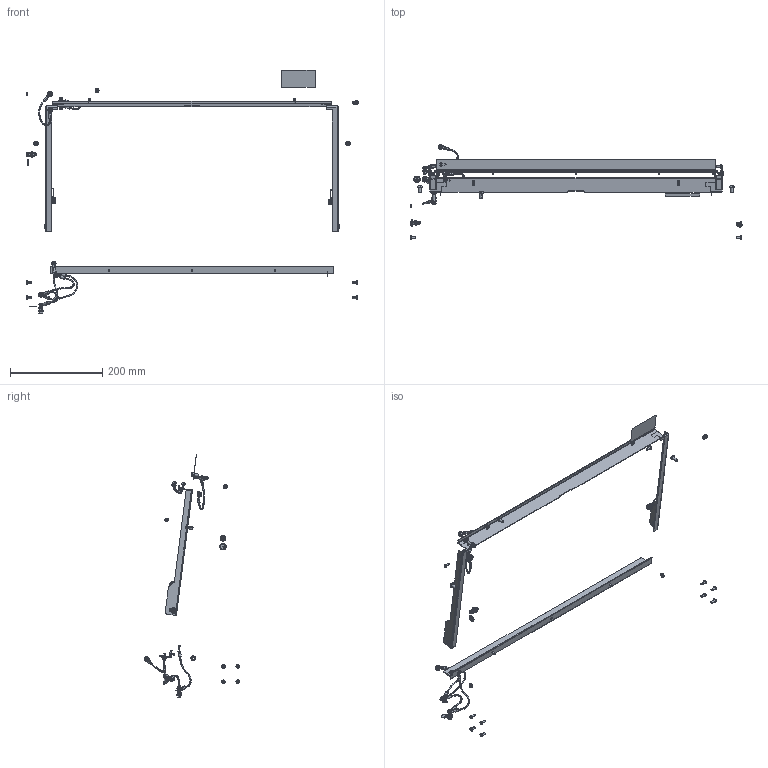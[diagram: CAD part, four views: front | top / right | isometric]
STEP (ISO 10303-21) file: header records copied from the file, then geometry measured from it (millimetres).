
FILE_DESCRIPTION (( 'STEP AP214' ), '1' );
FILE_NAME ('INGUN_112474.STEP', '2021-12-11T10:00:49', ( '' ), ( '' ), 'SwSTEP 2.0', 'SolidWorks 2018', '' );
FILE_SCHEMA (( 'AUTOMOTIVE_DESIGN' ));
Length unit declared in the file: millimetre
Products named in the file (46): DIN934~n_M04,0; 110222~0_detailliert <S>; 112341~1_Einbau <S>; 112007~0_detailliert <S>; 112249~1_Einbau_03 <S>; DIN125~n_05,3 M05,0 Fase; 112128~0_39857_Einbau_01 <S>; 39859~2_Einbau_03 <S>; 9286~0; 112142~3_SLV - MA 2114 <S>; ASR~-a-s-r_拱08,2x02x拌12; 112128~0_39857_Einbau_02 <S>; DIN125~n_04,3 M04,0; 37135~0; INGUN_112474; DIN985-A2~n_M05,0; 112249~1_Einbau_01 <S>; DIN985-A2~n_M04,0; DIN913~n_M03,0x12; 112128~0_Einbau_01 <S>; ISO7380~n_M04,0x016; 34619~0_15 Grad <S>; ISO7380~n_M04,0x020; 112128~0_39857_Einbau_03 <S>; ISO7380~n_M04,0x010; 112128~0_Einbau_03 <S>; 39859~2_Einbau_01 <S>; 3283~0; 39857~2_Einbau_02 <S>; 19141~0_30 Grad <S>; DIN912~n_M05,0x010; 37675~0_S; 112316~0_S; ISO7380~n_M03,0x008; 40334~3_S; DIN923~n_M04x04; ISO7380~n_M06,0x012; 112128~0_Einbau_02 <S>; 112296~3_S; ISO7380~n_M03,0x010 ...
Assembly tree (110 placements, depth 4):
  INGUN_112474
    40334~3_S
    112142~3_SLV - MA 2114 <S>
      37675~0_S  x2
      37135~0
      39857~2_Einbau_02 <S>
        34619~0_15 Grad <S>  x2
        112128~0_39857_Einbau_02 <S>
      112249~1_Einbau_03 <S>
        19141~0_15 Grad <S>  x2
        112128~0_39857_Einbau_03 <S>
      112249~1_Einbau_01 <S>
        19141~0_15 Grad <S>
        19141~0_30 Grad <S>
        112128~0_39857_Einbau_01 <S>
      39859~2_Einbau_01 <S>
        19141~0_15 Grad <S>  x2
        112128~0_Einbau_01 <S>
      39859~2_Einbau_02 <S>
        19141~0_15 Grad <S>  x2
        112128~0_Einbau_02 <S>
      39859~2_Einbau_03 <S>
        19141~0_15 Grad <S>  x3
        112128~0_Einbau_03 <S>
      110222~0_detailliert <S>  x11
      112007~0_detailliert <S>  x4
      38789~0_S  x4
      DIN923~n_M04x04  x2
      ISO7380~n_M03,0x008  x2
      ISO7380~n_M04,0x010  x13
      ISO7380~n_M04,0x020  x2
      ISO7380~n_M04,0x016
      DIN7991~n_M05,0x025
      DIN913~n_M03,0x12  x2
      DIN934~n_M04,0  x4
      DIN985-A2~n_M04,0  x5
      DIN985-A2~n_M05,0  x2
      3283~0  x4
      DIN125~n_04,3 M04,0  x5
      DIN125~n_05,3 M05,0 Fase
      DIN125~n_06,4 M06,0 Fase  x2
      9286~0
      DIN912~n_M05,0x010
      ISO7380~n_M06,0x012  x2
      112341~1_Einbau <S>
      112340~1_Einbau <S>
      ASR~-a-s-r_拱08,2x02x拌12  x4
    112296~3_S
    112316~0_S
    ISO7380~n_M03,0x010  x3
Bounding box: 720.4 x 206.12 x 528.25 mm (x, y, z)
Volume: 135716.3 mm3; surface area: 185509.8 mm2
Topology: 131 solids, 131 shells, 3969 faces, 10410 edges, 6760 vertices
Faces by surface type: plane 1182, cylinder 978, bspline 930, cone 741, torus 138
Entity records: 45522 total; most frequent: CARTESIAN_POINT 14973, DIRECTION 6026, ORIENTED_EDGE 5874, EDGE_CURVE 2937, AXIS2_PLACEMENT_3D 2388, VERTEX_POINT 1865, EDGE_LOOP 1278, LINE 1250
